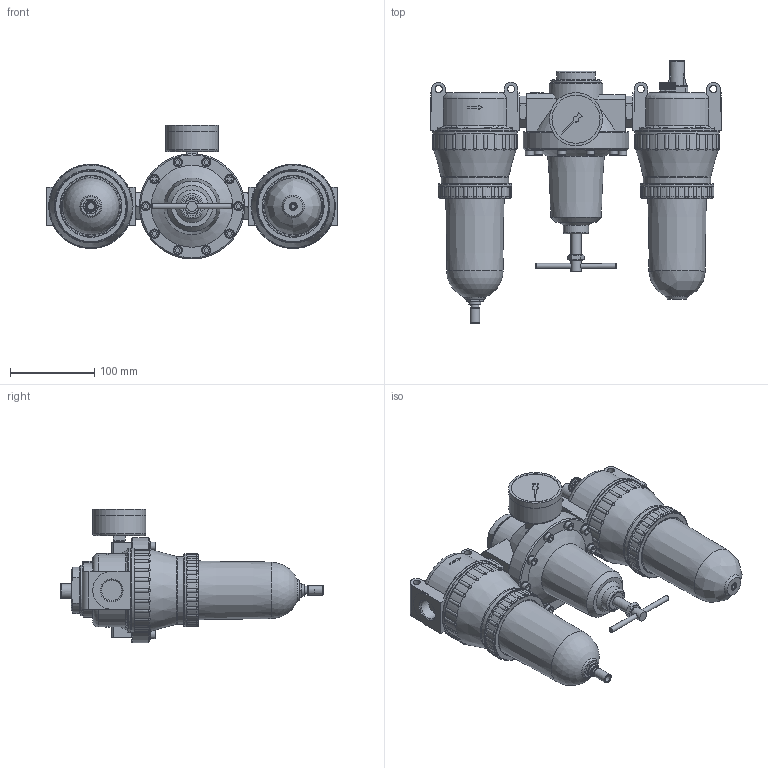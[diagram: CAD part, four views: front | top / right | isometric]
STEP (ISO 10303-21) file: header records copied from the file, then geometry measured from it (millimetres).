
FILE_DESCRIPTION( ( 'STEP AP203' ), ' ' );
FILE_NAME( '9.3054.00.162.0V.stp', '2017-04-18T14:01:51', ( '' ), ( '' ), ' ', 'PARTsolutions', ' ' );
FILE_SCHEMA( ( 'CONFIG_CONTROL_DESIGN' ) );
Length unit declared in the file: millimetre
Products named in the file (8): 9.3054.00.162.0V; _650 I/M-VA-1; _650 I/M-VA0-3; _637.50 A(01)-1; _FRO-2; _763 M-3-1; _763 M-3-2; _252.07
Assembly tree (8 placements, depth 2):
  9.3054.00.162.0V
    _650 I/M-VA-1
    _650 I/M-VA0-3
    _637.50 A(01)-1
    _FRO-2
    _763 M-3-1
    _763 M-3-2
    _252.07  x2
Bounding box: 345 x 311.5 x 159 mm (x, y, z)
Volume: 3534882.7 mm3; surface area: 285415 mm2
Topology: 8 solids, 8 shells, 1107 faces, 2740 edges, 1729 vertices
Faces by surface type: plane 492, cylinder 337, cone 128, sphere 101, torus 48, bspline 1
Full cylindrical faces by diameter (mm): 4.917 x8, 5 x1, 6 x2, 8.5 x4, 8.566 x1, 9 x1, 9.2 x1, 9.728 x1, 10 x11, 11 x10, 11.3 x1, 11.445 x2, 12 x1, 12.08 x1, 13.157 x1, 14 x1, 16 x2, 17.5 x1, 19 x1, 22 x1, 24.117 x6, 26.441 x4, 27 x2, 30 x1, 57 x1, 60 x1, 62.96 x1, 63 x2, 64 x1, 72.584 x1
Entity records: 35548 total; most frequent: CARTESIAN_POINT 10348, DIRECTION 5318, ORIENTED_EDGE 4974, EDGE_CURVE 2487, AXIS2_PLACEMENT_3D 2154, VERTEX_POINT 1656, EDGE_LOOP 1341, FACE_OUTER_BOUND 1197
